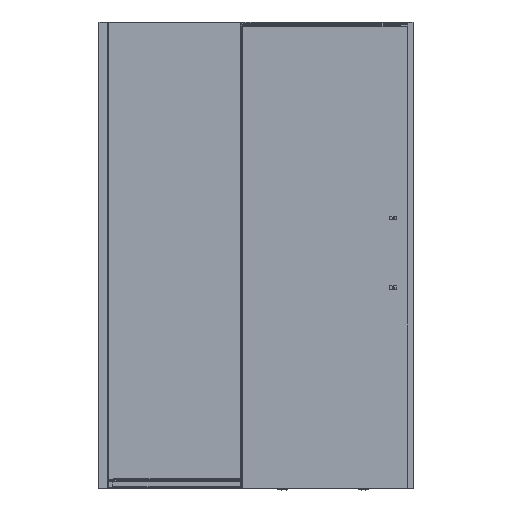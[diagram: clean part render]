
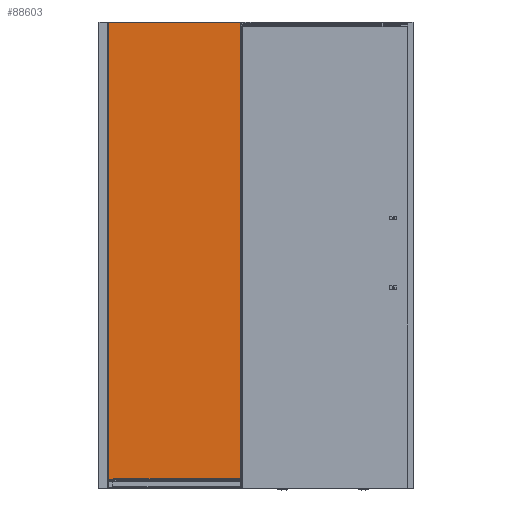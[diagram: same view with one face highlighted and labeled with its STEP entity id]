
A CAD part, front view. The second image highlights one B-rep face of the part: STEP entity #88603.
In plain terms, the highlighted planar face has unit normal (0, -1, 0).
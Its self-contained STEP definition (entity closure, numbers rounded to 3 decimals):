
#603 = VECTOR ( 'NONE', #30419, 1000. ) ;
#705 = CARTESIAN_POINT ( 'NONE',  ( 3503.13, 50.484, -20.97 ) ) ;
#958 = VERTEX_POINT ( 'NONE', #13970 ) ;
#1664 = CARTESIAN_POINT ( 'NONE',  ( 2905.725, 50.484, -1953.002 ) ) ;
#2414 = AXIS2_PLACEMENT_3D ( 'NONE', #58867, #17297, #8942 ) ;
#2933 = ORIENTED_EDGE ( 'NONE', *, *, #96405, .F. ) ;
#3667 = ORIENTED_EDGE ( 'NONE', *, *, #24232, .F. ) ;
#4906 = FACE_OUTER_BOUND ( 'NONE', #76018, .T. ) ;
#8052 = LINE ( 'NONE', #77135, #80005 ) ;
#8922 = DIRECTION ( 'NONE',  ( -1., 0., 0. ) ) ;
#8942 = DIRECTION ( 'NONE',  ( -1., 0., 0. ) ) ;
#9472 = ORIENTED_EDGE ( 'NONE', *, *, #56893, .T. ) ;
#11476 = DIRECTION ( 'NONE',  ( -1., 0., 0. ) ) ;
#12776 = CARTESIAN_POINT ( 'NONE',  ( 2904.17, 50.484, -1953.002 ) ) ;
#13970 = CARTESIAN_POINT ( 'NONE',  ( 3503.17, 50.484, -1951.001 ) ) ;
#15797 = EDGE_CURVE ( 'NONE', #958, #18004, #106259, .T. ) ;
#16262 = CARTESIAN_POINT ( 'NONE',  ( 3503.018, 50.484, -20.801 ) ) ;
#17297 = DIRECTION ( 'NONE',  ( 0., -1., 0. ) ) ;
#17666 = CARTESIAN_POINT ( 'NONE',  ( 3503.018, 50.484, -20.843 ) ) ;
#17823 = CARTESIAN_POINT ( 'NONE',  ( 3503.018, 50.484, -20.801 ) ) ;
#18004 = VERTEX_POINT ( 'NONE', #35981 ) ;
#18637 = DIRECTION ( 'NONE',  ( -1., 0., 0. ) ) ;
#19780 = ORIENTED_EDGE ( 'NONE', *, *, #15797, .F. ) ;
#19855 = CARTESIAN_POINT ( 'NONE',  ( 3503.17, 50.484, -0.313 ) ) ;
#20112 = DIRECTION ( 'NONE',  ( 0., 0., 1. ) ) ;
#20208 = DIRECTION ( 'NONE',  ( 0., 0., 1. ) ) ;
#20240 = CARTESIAN_POINT ( 'NONE',  ( 3503.17, 50.484, -1953.002 ) ) ;
#22560 = ORIENTED_EDGE ( 'NONE', *, *, #98938, .F. ) ;
#22976 = CARTESIAN_POINT ( 'NONE',  ( 3498.42, 50.484, -1951.001 ) ) ;
#24232 = EDGE_CURVE ( 'NONE', #99058, #49741, #53205, .T. ) ;
#25731 = EDGE_CURVE ( 'NONE', #57533, #59895, #78241, .T. ) ;
#28098 = DIRECTION ( 'NONE',  ( 1., 0., 0. ) ) ;
#30419 = DIRECTION ( 'NONE',  ( 0., 0., 1. ) ) ;
#31465 = CARTESIAN_POINT ( 'NONE',  ( 3503.018, 50.484, -48.379 ) ) ;
#31492 = DIRECTION ( 'NONE',  ( 0., 0., -1. ) ) ;
#31822 = LINE ( 'NONE', #20240, #60150 ) ;
#33318 = VERTEX_POINT ( 'NONE', #12776 ) ;
#34161 = ORIENTED_EDGE ( 'NONE', *, *, #67263, .T. ) ;
#35981 = CARTESIAN_POINT ( 'NONE',  ( 3503.17, 50.484, -1959.313 ) ) ;
#37558 = VERTEX_POINT ( 'NONE', #1664 ) ;
#37769 = EDGE_CURVE ( 'NONE', #18004, #55665, #100640, .T. ) ;
#38188 = CARTESIAN_POINT ( 'NONE',  ( 3503.17, 50.484, -1951.001 ) ) ;
#38660 = CARTESIAN_POINT ( 'NONE',  ( 3503.17, 50.484, -0.313 ) ) ;
#39636 = EDGE_CURVE ( 'NONE', #49741, #95226, #65544, .T. ) ;
#40977 = CARTESIAN_POINT ( 'NONE',  ( 3503.093, 50.484, -20.947 ) ) ;
#41682 = LINE ( 'NONE', #97983, #105846 ) ;
#42043 = CARTESIAN_POINT ( 'NONE',  ( 3503.037, 50.484, -20.884 ) ) ;
#44502 = VERTEX_POINT ( 'NONE', #59767 ) ;
#44941 = LINE ( 'NONE', #38188, #73227 ) ;
#45688 = LINE ( 'NONE', #31465, #603 ) ;
#46234 = CARTESIAN_POINT ( 'NONE',  ( 2904.17, 50.484, -0.001 ) ) ;
#46424 = ORIENTED_EDGE ( 'NONE', *, *, #52921, .T. ) ;
#46616 = ORIENTED_EDGE ( 'NONE', *, *, #25731, .F. ) ;
#49116 = ORIENTED_EDGE ( 'NONE', *, *, #96871, .T. ) ;
#49741 = VERTEX_POINT ( 'NONE', #99634 ) ;
#50974 = ORIENTED_EDGE ( 'NONE', *, *, #39636, .F. ) ;
#52389 = CARTESIAN_POINT ( 'NONE',  ( 3503.17, 50.484, -1959.313 ) ) ;
#52485 = CARTESIAN_POINT ( 'NONE',  ( 3498.42, 50.484, -21.001 ) ) ;
#52921 = EDGE_CURVE ( 'NONE', #958, #87222, #44941, .T. ) ;
#53205 = LINE ( 'NONE', #38660, #77586 ) ;
#53523 = VECTOR ( 'NONE', #31492, 1000. ) ;
#53663 = DIRECTION ( 'NONE',  ( -1., 0., 0. ) ) ;
#54259 = CARTESIAN_POINT ( 'NONE',  ( 2929.05, 50.484, -1961.313 ) ) ;
#54452 = VECTOR ( 'NONE', #18637, 1000. ) ;
#55665 = VERTEX_POINT ( 'NONE', #86591 ) ;
#56893 = EDGE_CURVE ( 'NONE', #95891, #72593, #45688, .T. ) ;
#57533 = VERTEX_POINT ( 'NONE', #54259 ) ;
#57908 = ORIENTED_EDGE ( 'NONE', *, *, #76682, .T. ) ;
#58504 = PLANE ( 'NONE',  #2414 ) ;
#58867 = CARTESIAN_POINT ( 'NONE',  ( 3503.17, 50.484, -0.313 ) ) ;
#59034 = CARTESIAN_POINT ( 'NONE',  ( 2905.725, 50.484, -3.002 ) ) ;
#59767 = CARTESIAN_POINT ( 'NONE',  ( 2905.725, 50.484, -0.313 ) ) ;
#59895 = VERTEX_POINT ( 'NONE', #95377 ) ;
#60150 = VECTOR ( 'NONE', #28098, 1000. ) ;
#63094 = EDGE_CURVE ( 'NONE', #37558, #44502, #75668, .T. ) ;
#63376 = DIRECTION ( 'NONE',  ( 0., 0., -1. ) ) ;
#65544 = LINE ( 'NONE', #68651, #77132 ) ;
#67263 = EDGE_CURVE ( 'NONE', #87222, #95226, #101383, .T. ) ;
#67295 = DIRECTION ( 'NONE',  ( 0., 0., 1. ) ) ;
#67327 = CARTESIAN_POINT ( 'NONE',  ( 3503.018, 50.484, -0.313 ) ) ;
#68651 = CARTESIAN_POINT ( 'NONE',  ( 3503.17, 50.484, -21.001 ) ) ;
#69758 = ORIENTED_EDGE ( 'NONE', *, *, #63094, .F. ) ;
#70907 = CARTESIAN_POINT ( 'NONE',  ( 3498.42, 50.484, -21.001 ) ) ;
#72115 = EDGE_CURVE ( 'NONE', #72593, #44502, #41682, .T. ) ;
#72593 = VERTEX_POINT ( 'NONE', #67327 ) ;
#73227 = VECTOR ( 'NONE', #53663, 1000. ) ;
#75646 = VECTOR ( 'NONE', #11476, 1000. ) ;
#75668 = LINE ( 'NONE', #59034, #91093 ) ;
#76018 = EDGE_LOOP ( 'NONE', ( #2933, #49116, #46616, #57908, #100559, #19780, #46424, #34161, #50974, #3667, #22560, #9472, #78777, #69758 ) ) ;
#76682 = EDGE_CURVE ( 'NONE', #57533, #55665, #8052, .T. ) ;
#76764 = VECTOR ( 'NONE', #86159, 1000. ) ;
#77132 = VECTOR ( 'NONE', #94102, 1000. ) ;
#77135 = CARTESIAN_POINT ( 'NONE',  ( 2929.05, 50.484, -1961.313 ) ) ;
#77586 = VECTOR ( 'NONE', #63376, 1000. ) ;
#78241 = LINE ( 'NONE', #85404, #75646 ) ;
#78777 = ORIENTED_EDGE ( 'NONE', *, *, #72115, .T. ) ;
#80005 = VECTOR ( 'NONE', #20112, 1000. ) ;
#81634 = LINE ( 'NONE', #46234, #53523 ) ;
#82917 = CARTESIAN_POINT ( 'NONE',  ( 3503.17, 50.484, -20.984 ) ) ;
#85404 = CARTESIAN_POINT ( 'NONE',  ( 3503.17, 50.484, -1961.313 ) ) ;
#86159 = DIRECTION ( 'NONE',  ( 0., 0., -1. ) ) ;
#86591 = CARTESIAN_POINT ( 'NONE',  ( 2929.05, 50.484, -1959.313 ) ) ;
#86863 = CARTESIAN_POINT ( 'NONE',  ( 3503.17, 50.484, -20.984 ) ) ;
#87222 = VERTEX_POINT ( 'NONE', #22976 ) ;
#88603 = ADVANCED_FACE ( 'NONE', ( #4906 ), #58504, .T. ) ;
#88739 = B_SPLINE_CURVE_WITH_KNOTS ( 'NONE', 3,
 ( #16262, #17666, #42043, #40977, #705, #82917 ),
 .UNSPECIFIED., .F., .F.,
 ( 4, 2, 4 ),
 ( 0., 0., 0. ),
 .UNSPECIFIED. ) ;
#91093 = VECTOR ( 'NONE', #67295, 1000. ) ;
#94102 = DIRECTION ( 'NONE',  ( -1., 0., 0. ) ) ;
#95226 = VERTEX_POINT ( 'NONE', #70907 ) ;
#95377 = CARTESIAN_POINT ( 'NONE',  ( 2904.17, 50.484, -1961.313 ) ) ;
#95891 = VERTEX_POINT ( 'NONE', #17823 ) ;
#96405 = EDGE_CURVE ( 'NONE', #33318, #37558, #31822, .T. ) ;
#96871 = EDGE_CURVE ( 'NONE', #33318, #59895, #81634, .T. ) ;
#97983 = CARTESIAN_POINT ( 'NONE',  ( 3503.17, 50.484, -0.313 ) ) ;
#98764 = VECTOR ( 'NONE', #20208, 1000. ) ;
#98938 = EDGE_CURVE ( 'NONE', #95891, #99058, #88739, .T. ) ;
#99058 = VERTEX_POINT ( 'NONE', #86863 ) ;
#99634 = CARTESIAN_POINT ( 'NONE',  ( 3503.17, 50.484, -21.001 ) ) ;
#100559 = ORIENTED_EDGE ( 'NONE', *, *, #37769, .F. ) ;
#100640 = LINE ( 'NONE', #52389, #54452 ) ;
#101383 = LINE ( 'NONE', #52485, #98764 ) ;
#105846 = VECTOR ( 'NONE', #8922, 1000. ) ;
#106259 = LINE ( 'NONE', #19855, #76764 ) ;
